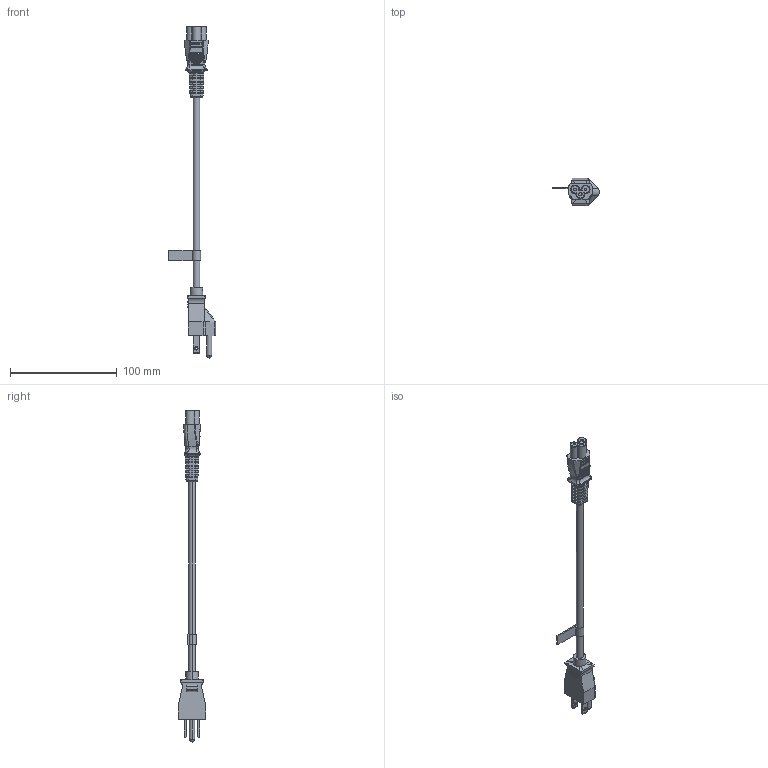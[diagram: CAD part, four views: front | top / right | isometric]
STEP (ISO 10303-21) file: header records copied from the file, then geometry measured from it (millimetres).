
FILE_DESCRIPTION (( 'STEP AP203' ), '1' );
FILE_NAME ('11-00055_revA.STEP', '2016-11-09T19:00:08', ( '' ), ( '' ), 'SwSTEP 2.0', 'SolidWorks 2015', '' );
FILE_SCHEMA (( 'CONFIG_CONTROL_DESIGN' ));
Length unit declared in the file: millimetre
Products named in the file (4): tly-28; TLY-13; 11-00055_revA; 30-00244 with label
Assembly tree (3 placements, depth 2):
  11-00055_revA
    30-00244 with label
    TLY-13
    tly-28
Bounding box: 44.02 x 25.8 x 310.5 mm (x, y, z)
Volume: 36034 mm3; surface area: 34714.5 mm2
Topology: 15 solids, 15 shells, 1763 faces, 4876 edges, 3222 vertices
Faces by surface type: plane 1301, cylinder 283, bspline 159, torus 12, cone 8
Entity records: 65754 total; most frequent: CARTESIAN_POINT 23452, ORIENTED_EDGE 9742, DIRECTION 7202, EDGE_CURVE 4871, VERTEX_POINT 3222, VECTOR 3176, LINE 3176, AXIS2_PLACEMENT_3D 2013
